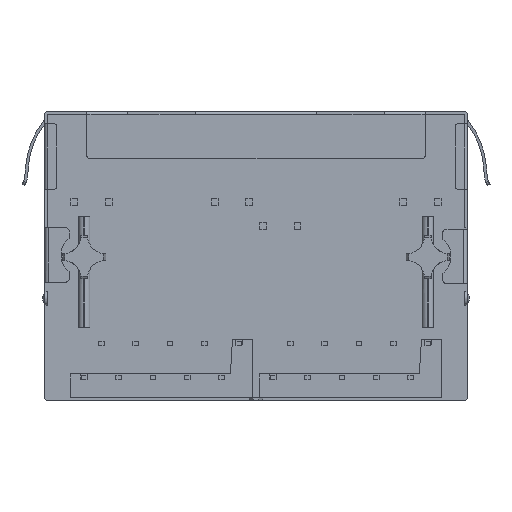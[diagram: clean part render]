
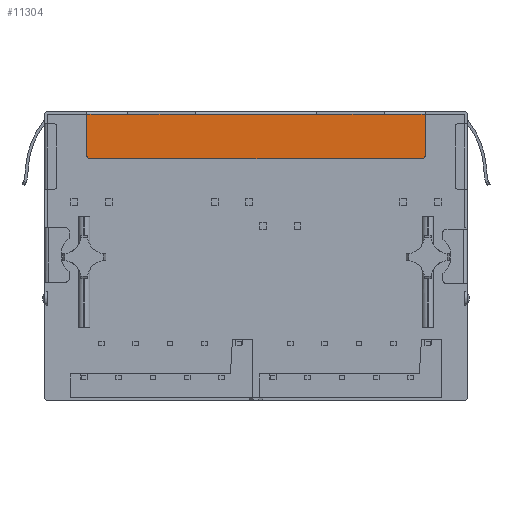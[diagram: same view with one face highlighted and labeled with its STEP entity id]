
A CAD part, front view. The second image highlights one B-rep face of the part: STEP entity #11304.
In plain terms, the highlighted planar face has unit normal (0, -1, 0).
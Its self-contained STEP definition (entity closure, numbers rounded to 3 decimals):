
#964=DIRECTION('',(-1.,0.,0.));
#965=VECTOR('',#964,8.97);
#966=CARTESIAN_POINT('',(4.485,0.,-0.2));
#967=LINE('',#966,#965);
#968=DIRECTION('',(-1.,0.,0.));
#969=VECTOR('',#968,5.);
#970=CARTESIAN_POINT('',(9.485,0.,-0.2));
#971=LINE('',#970,#969);
#972=DIRECTION('',(-1.,0.,0.));
#973=VECTOR('',#972,3.015);
#974=CARTESIAN_POINT('',(12.5,0.,-0.2));
#975=LINE('',#974,#973);
#976=DIRECTION('',(0.,0.,-1.));
#977=VECTOR('',#976,3.075);
#978=CARTESIAN_POINT('',(12.5,0.,-0.2));
#979=LINE('',#978,#977);
#980=CARTESIAN_POINT('',(12.275,0.,-3.275));
#981=DIRECTION('',(0.,-1.,0.));
#982=DIRECTION('',(0.,0.,-1.));
#983=AXIS2_PLACEMENT_3D('',#980,#981,#982);
#985=DIRECTION('',(-1.,0.,0.));
#986=VECTOR('',#985,24.55);
#987=CARTESIAN_POINT('',(12.275,0.,-3.5));
#988=LINE('',#987,#986);
#989=CARTESIAN_POINT('',(-12.275,0.,-3.275));
#990=DIRECTION('',(0.,-1.,0.));
#991=DIRECTION('',(-1.,0.,0.));
#992=AXIS2_PLACEMENT_3D('',#989,#990,#991);
#994=DIRECTION('',(0.,0.,-1.));
#995=VECTOR('',#994,3.075);
#996=CARTESIAN_POINT('',(-12.5,0.,-0.2));
#997=LINE('',#996,#995);
#998=DIRECTION('',(-1.,0.,0.));
#999=VECTOR('',#998,3.015);
#1000=CARTESIAN_POINT('',(-9.485,0.,-0.2));
#1001=LINE('',#1000,#999);
#1002=DIRECTION('',(-1.,0.,0.));
#1003=VECTOR('',#1002,5.);
#1004=CARTESIAN_POINT('',(-4.485,0.,-0.2));
#1005=LINE('',#1004,#1003);
#8336=CARTESIAN_POINT('',(-12.5,0.,-3.275));
#8337=CARTESIAN_POINT('',(-12.275,0.,-3.5));
#8338=VERTEX_POINT('',#8336);
#8339=VERTEX_POINT('',#8337);
#8470=CARTESIAN_POINT('',(12.275,0.,-3.5));
#8471=CARTESIAN_POINT('',(12.5,0.,-3.275));
#8472=VERTEX_POINT('',#8470);
#8473=VERTEX_POINT('',#8471);
#8494=CARTESIAN_POINT('',(12.5,0.,-0.2));
#8495=VERTEX_POINT('',#8494);
#8500=CARTESIAN_POINT('',(-12.5,0.,-0.2));
#8501=VERTEX_POINT('',#8500);
#8642=CARTESIAN_POINT('',(9.485,0.,-0.2));
#8643=VERTEX_POINT('',#8642);
#8644=CARTESIAN_POINT('',(4.485,0.,-0.2));
#8645=CARTESIAN_POINT('',(-4.485,0.,-0.2));
#8646=VERTEX_POINT('',#8644);
#8647=VERTEX_POINT('',#8645);
#8648=CARTESIAN_POINT('',(-9.485,0.,-0.2));
#8649=VERTEX_POINT('',#8648);
#11278=CARTESIAN_POINT('',(-15.62,0.,0.));
#11279=DIRECTION('',(0.,-1.,0.));
#11280=DIRECTION('',(0.,0.,-1.));
#11281=AXIS2_PLACEMENT_3D('',#11278,#11279,#11280);
#11282=PLANE('',#11281);
#11284=ORIENTED_EDGE('',*,*,#11283,.F.);
#11286=ORIENTED_EDGE('',*,*,#11285,.F.);
#11288=ORIENTED_EDGE('',*,*,#11287,.F.);
#11290=ORIENTED_EDGE('',*,*,#11289,.T.);
#11292=ORIENTED_EDGE('',*,*,#11291,.F.);
#11294=ORIENTED_EDGE('',*,*,#11293,.T.);
#11296=ORIENTED_EDGE('',*,*,#11295,.F.);
#11298=ORIENTED_EDGE('',*,*,#11297,.F.);
#11299=ORIENTED_EDGE('',*,*,#11180,.F.);
#11301=ORIENTED_EDGE('',*,*,#11300,.F.);
#11302=EDGE_LOOP('',(#11284,#11286,#11288,#11290,#11292,#11294,#11296,#11298,
#11299,#11301));
#11303=FACE_OUTER_BOUND('',#11302,.F.);
#984=CIRCLE('',#983,0.225);
#993=CIRCLE('',#992,0.225);
#11180=EDGE_CURVE('',#8649,#8501,#1001,.T.);
#11283=EDGE_CURVE('',#8646,#8647,#967,.T.);
#11285=EDGE_CURVE('',#8643,#8646,#971,.T.);
#11287=EDGE_CURVE('',#8495,#8643,#975,.T.);
#11289=EDGE_CURVE('',#8495,#8473,#979,.T.);
#11291=EDGE_CURVE('',#8472,#8473,#984,.T.);
#11293=EDGE_CURVE('',#8472,#8339,#988,.T.);
#11295=EDGE_CURVE('',#8338,#8339,#993,.T.);
#11297=EDGE_CURVE('',#8501,#8338,#997,.T.);
#11300=EDGE_CURVE('',#8647,#8649,#1005,.T.);
#11304=ADVANCED_FACE('',(#11303),#11282,.T.);
